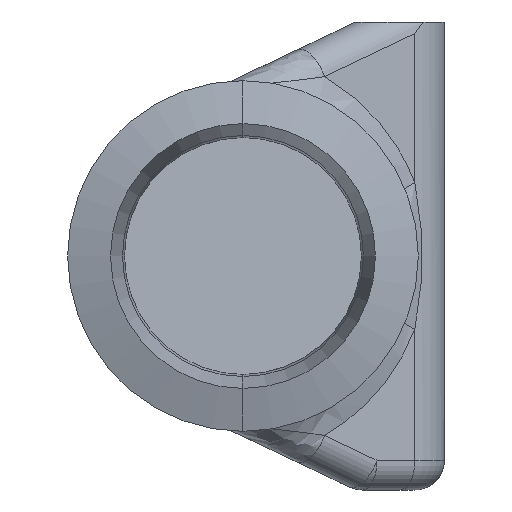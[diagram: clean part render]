
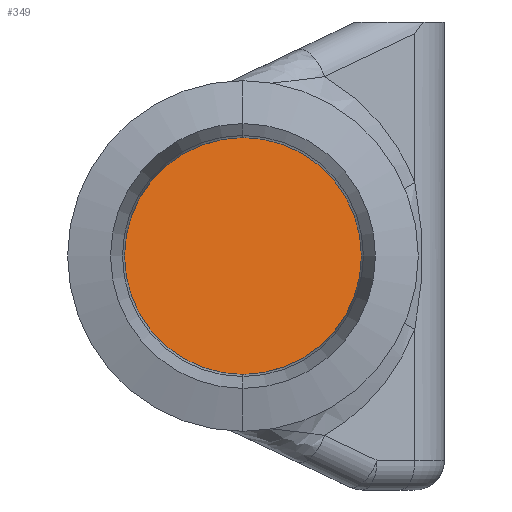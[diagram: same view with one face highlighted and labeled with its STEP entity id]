
A CAD part, left-side view. The second image highlights one B-rep face of the part: STEP entity #349.
In plain terms, the highlighted planar face has unit normal (-0.866, -0.5, 0).
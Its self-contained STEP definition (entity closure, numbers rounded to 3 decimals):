
#21 = CARTESIAN_POINT ( 'NONE',  ( 35.926, -4., -2. ) ) ;
#97 = AXIS2_PLACEMENT_3D ( 'NONE', #1161, #229, #1305 ) ;
#100 = CARTESIAN_POINT ( 'NONE',  ( 33.616, 0., 2. ) ) ;
#102 = VERTEX_POINT ( 'NONE', #1342 ) ;
#229 = DIRECTION ( 'NONE',  ( -0.866, -0.5, 0. ) ) ;
#309 = EDGE_CURVE ( 'NONE', #1713, #102, #737, .T. ) ;
#349 = ADVANCED_FACE ( 'NONE', ( #612 ), #1191, .T. ) ;
#433 = EDGE_CURVE ( 'NONE', #102, #1713, #693, .T. ) ;
#508 = EDGE_LOOP ( 'NONE', ( #517, #1041 ) ) ;
#517 = ORIENTED_EDGE ( 'NONE', *, *, #309, .T. ) ;
#612 = FACE_OUTER_BOUND ( 'NONE', #508, .T. ) ;
#630 = CARTESIAN_POINT ( 'NONE',  ( 33.616, 0., -2. ) ) ;
#663 = CARTESIAN_POINT ( 'NONE',  ( 33.616, 0., -2. ) ) ;
#693 =( BOUNDED_CURVE ( )  B_SPLINE_CURVE ( 3, ( #663, #21, #1199, #1505 ),
 .UNSPECIFIED., .F., .F. ) 
 B_SPLINE_CURVE_WITH_KNOTS ( ( 4, 4 ),
 ( 1.571, 4.712 ),
 .UNSPECIFIED. ) 
 CURVE ( )  GEOMETRIC_REPRESENTATION_ITEM ( )  RATIONAL_B_SPLINE_CURVE ( ( 1., 0.333, 0.333, 1. ) ) 
 REPRESENTATION_ITEM ( '' )  );
#737 =( BOUNDED_CURVE ( )  B_SPLINE_CURVE ( 3, ( #100, #1580, #1601, #630 ),
 .UNSPECIFIED., .F., .F. ) 
 B_SPLINE_CURVE_WITH_KNOTS ( ( 4, 4 ),
 ( 4.712, 7.854 ),
 .UNSPECIFIED. ) 
 CURVE ( )  GEOMETRIC_REPRESENTATION_ITEM ( )  RATIONAL_B_SPLINE_CURVE ( ( 1., 0.333, 0.333, 1. ) ) 
 REPRESENTATION_ITEM ( '' )  );
#781 = CARTESIAN_POINT ( 'NONE',  ( 33.616, 0., 2. ) ) ;
#1041 = ORIENTED_EDGE ( 'NONE', *, *, #433, .T. ) ;
#1161 = CARTESIAN_POINT ( 'NONE',  ( 35.579, -3.4, -11.522 ) ) ;
#1191 = PLANE ( 'NONE',  #97 ) ;
#1199 = CARTESIAN_POINT ( 'NONE',  ( 35.926, -4., 2. ) ) ;
#1305 = DIRECTION ( 'NONE',  ( 0.5, -0.866, 0. ) ) ;
#1342 = CARTESIAN_POINT ( 'NONE',  ( 33.616, 0., -2. ) ) ;
#1505 = CARTESIAN_POINT ( 'NONE',  ( 33.616, 0., 2. ) ) ;
#1580 = CARTESIAN_POINT ( 'NONE',  ( 31.307, 4., 2. ) ) ;
#1601 = CARTESIAN_POINT ( 'NONE',  ( 31.307, 4., -2. ) ) ;
#1713 = VERTEX_POINT ( 'NONE', #781 ) ;
